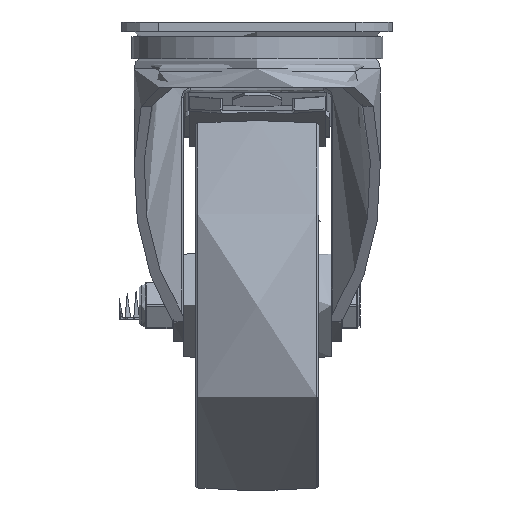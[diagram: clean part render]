
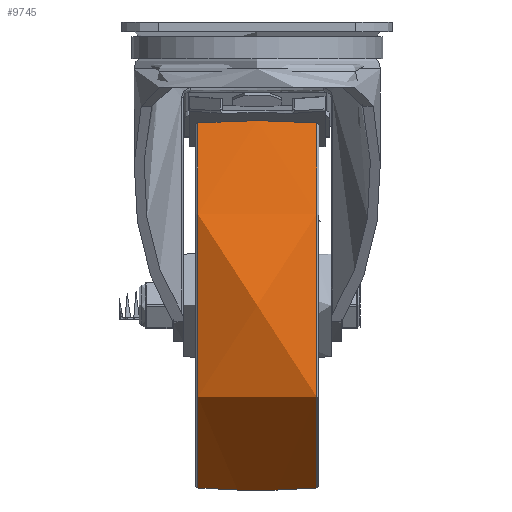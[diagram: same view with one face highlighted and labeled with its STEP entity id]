
A CAD part, left-side view. The second image highlights one B-rep face of the part: STEP entity #9745.
In plain terms, the highlighted free-form (B-spline) face has degree [2, 2] with [3, 9] control points.
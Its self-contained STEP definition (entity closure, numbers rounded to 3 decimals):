
#46=(
BOUNDED_SURFACE()
B_SPLINE_SURFACE(2,2,((#17338,#17339,#17340,#17341,#17342,#17343,#17344,
#17345,#17346),(#17347,#17348,#17349,#17350,#17351,#17352,#17353,#17354,
#17355),(#17356,#17357,#17358,#17359,#17360,#17361,#17362,#17363,#17364)),
 .UNSPECIFIED.,.F.,.T.,.F.)
B_SPLINE_SURFACE_WITH_KNOTS((3,3),(3,2,2,2,3),(-0.077,0.077),
(-3.142,-1.571,0.,1.571,3.142),
 .UNSPECIFIED.)
GEOMETRIC_REPRESENTATION_ITEM()
RATIONAL_B_SPLINE_SURFACE(((1.,0.707,1.,0.707,1.,
0.707,1.,0.707,1.),(0.997,0.705,
0.997,0.705,0.997,0.705,0.997,
0.705,0.997),(1.,0.707,1.,0.707,
1.,0.707,1.,0.707,1.)))
REPRESENTATION_ITEM('')
SURFACE()
);
#2831=FACE_OUTER_BOUND('',#3451,.T.);
#3451=EDGE_LOOP('',(#8113,#8114,#8115,#8116));
#3979=CIRCLE('',#10742,74.073);
#3980=CIRCLE('',#10743,313.);
#3981=CIRCLE('',#10744,74.073);
#4688=VERTEX_POINT('',#17335);
#4689=VERTEX_POINT('',#17365);
#5884=EDGE_CURVE('',#4688,#4688,#3979,.T.);
#5885=EDGE_CURVE('',#4688,#4689,#3980,.T.);
#5886=EDGE_CURVE('',#4689,#4689,#3981,.T.);
#8113=ORIENTED_EDGE('',*,*,#5884,.F.);
#8114=ORIENTED_EDGE('',*,*,#5885,.T.);
#8115=ORIENTED_EDGE('',*,*,#5886,.T.);
#8116=ORIENTED_EDGE('',*,*,#5885,.F.);
#9745=ADVANCED_FACE('',(#2831),#46,.F.);
#10742=AXIS2_PLACEMENT_3D('',#17337,#12805,#12806);
#10743=AXIS2_PLACEMENT_3D('',#17366,#12807,#12808);
#10744=AXIS2_PLACEMENT_3D('',#17367,#12809,#12810);
#12805=DIRECTION('center_axis',(0.,1.,0.));
#12806=DIRECTION('ref_axis',(0.,0.,1.));
#12807=DIRECTION('center_axis',(-1.,0.,0.));
#12808=DIRECTION('ref_axis',(0.,0.,-1.));
#12809=DIRECTION('center_axis',(0.,1.,0.));
#12810=DIRECTION('ref_axis',(0.,0.,1.));
#17335=CARTESIAN_POINT('',(0.,24.077,-74.073));
#17337=CARTESIAN_POINT('Origin',(0.,24.077,0.));
#17338=CARTESIAN_POINT('Ctrl Pts',(0.,-24.077,-74.073));
#17339=CARTESIAN_POINT('Ctrl Pts',(-74.073,-24.077,
-74.073));
#17340=CARTESIAN_POINT('Ctrl Pts',(-74.073,-24.077,
0.));
#17341=CARTESIAN_POINT('Ctrl Pts',(-74.073,-24.077,
74.073));
#17342=CARTESIAN_POINT('Ctrl Pts',(0.,-24.077,74.073));
#17343=CARTESIAN_POINT('Ctrl Pts',(74.073,-24.077,74.073));
#17344=CARTESIAN_POINT('Ctrl Pts',(74.073,-24.077,0.));
#17345=CARTESIAN_POINT('Ctrl Pts',(74.073,-24.077,-74.073));
#17346=CARTESIAN_POINT('Ctrl Pts',(0.,-24.077,-74.073));
#17347=CARTESIAN_POINT('Ctrl Pts',(0.,0.,-75.93));
#17348=CARTESIAN_POINT('Ctrl Pts',(-75.93,0.,-75.93));
#17349=CARTESIAN_POINT('Ctrl Pts',(-75.93,0.,0.));
#17350=CARTESIAN_POINT('Ctrl Pts',(-75.93,0.,75.93));
#17351=CARTESIAN_POINT('Ctrl Pts',(0.,0.,75.93));
#17352=CARTESIAN_POINT('Ctrl Pts',(75.93,0.,75.93));
#17353=CARTESIAN_POINT('Ctrl Pts',(75.93,0.,0.));
#17354=CARTESIAN_POINT('Ctrl Pts',(75.93,0.,-75.93));
#17355=CARTESIAN_POINT('Ctrl Pts',(0.,0.,-75.93));
#17356=CARTESIAN_POINT('Ctrl Pts',(0.,24.077,-74.073));
#17357=CARTESIAN_POINT('Ctrl Pts',(-74.073,24.077,-74.073));
#17358=CARTESIAN_POINT('Ctrl Pts',(-74.073,24.077,0.));
#17359=CARTESIAN_POINT('Ctrl Pts',(-74.073,24.077,74.073));
#17360=CARTESIAN_POINT('Ctrl Pts',(0.,24.077,74.073));
#17361=CARTESIAN_POINT('Ctrl Pts',(74.073,24.077,74.073));
#17362=CARTESIAN_POINT('Ctrl Pts',(74.073,24.077,0.));
#17363=CARTESIAN_POINT('Ctrl Pts',(74.073,24.077,-74.073));
#17364=CARTESIAN_POINT('Ctrl Pts',(0.,24.077,-74.073));
#17365=CARTESIAN_POINT('',(0.,-24.077,-74.073));
#17366=CARTESIAN_POINT('Origin',(0.,0.,
238.));
#17367=CARTESIAN_POINT('Origin',(0.,-24.077,0.));
